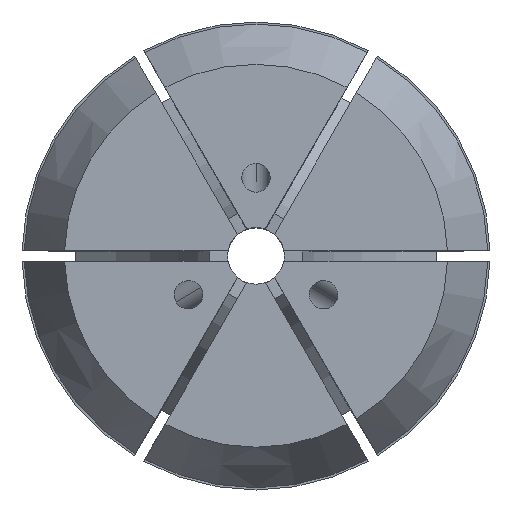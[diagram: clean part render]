
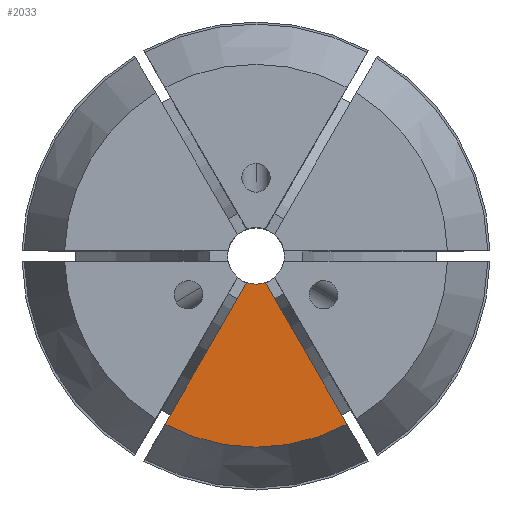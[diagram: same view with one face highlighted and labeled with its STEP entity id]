
A CAD part, top view. The second image highlights one B-rep face of the part: STEP entity #2033.
In plain terms, the highlighted planar face has unit normal (0, 0, 1).
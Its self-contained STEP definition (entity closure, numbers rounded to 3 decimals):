
#168 = EDGE_CURVE ( 'NONE', #2157, #2188, #960, .T. ) ;
#183 = DIRECTION ( 'NONE',  ( -1., 0., 0. ) ) ;
#253 = DIRECTION ( 'NONE',  ( 0.5, -0.866, 0. ) ) ;
#563 = CARTESIAN_POINT ( 'NONE',  ( -0.658, -1.889, 40. ) ) ;
#738 = DIRECTION ( 'NONE',  ( 0., 0., 1. ) ) ;
#800 = CARTESIAN_POINT ( 'NONE',  ( -6.422, -11.874, 40. ) ) ;
#820 = CARTESIAN_POINT ( 'NONE',  ( 6.17, 9.937, 40. ) ) ;
#960 = LINE ( 'NONE', #820, #4098 ) ;
#973 = PLANE ( 'NONE',  #2570 ) ;
#1108 = AXIS2_PLACEMENT_3D ( 'NONE', #2989, #3665, #183 ) ;
#1341 = VECTOR ( 'NONE', #253, 1000. ) ;
#1392 = VERTEX_POINT ( 'NONE', #1440 ) ;
#1440 = CARTESIAN_POINT ( 'NONE',  ( 6.422, -11.874, 40. ) ) ;
#1675 = EDGE_CURVE ( 'NONE', #2157, #3843, #3069, .T. ) ;
#1806 = CARTESIAN_POINT ( 'NONE',  ( 0.658, -1.889, 40. ) ) ;
#1860 = CARTESIAN_POINT ( 'NONE',  ( -6.17, 9.937, 40. ) ) ;
#1885 = FACE_OUTER_BOUND ( 'NONE', #4063, .T. ) ;
#2033 = ADVANCED_FACE ( 'NONE', ( #1885 ), #973, .T. ) ;
#2157 = VERTEX_POINT ( 'NONE', #563 ) ;
#2187 = LINE ( 'NONE', #1860, #1341 ) ;
#2188 = VERTEX_POINT ( 'NONE', #800 ) ;
#2199 = ORIENTED_EDGE ( 'NONE', *, *, #3189, .F. ) ;
#2344 = DIRECTION ( 'NONE',  ( 1., 0., 0. ) ) ;
#2568 = DIRECTION ( 'NONE',  ( 0., 0., 1. ) ) ;
#2570 = AXIS2_PLACEMENT_3D ( 'NONE', #3532, #2568, #3832 ) ;
#2935 = ORIENTED_EDGE ( 'NONE', *, *, #3428, .F. ) ;
#2989 = CARTESIAN_POINT ( 'NONE',  ( 0., 0., 40. ) ) ;
#3069 = CIRCLE ( 'NONE', #3644, 2. ) ;
#3189 = EDGE_CURVE ( 'NONE', #3843, #1392, #2187, .T. ) ;
#3397 = ORIENTED_EDGE ( 'NONE', *, *, #1675, .F. ) ;
#3428 = EDGE_CURVE ( 'NONE', #1392, #2188, #3508, .T. ) ;
#3508 = CIRCLE ( 'NONE', #1108, 13.499 ) ;
#3532 = CARTESIAN_POINT ( 'NONE',  ( 0., 13.499, 40. ) ) ;
#3621 = CARTESIAN_POINT ( 'NONE',  ( 0., 0., 40. ) ) ;
#3623 = DIRECTION ( 'NONE',  ( -0.5, -0.866, 0. ) ) ;
#3644 = AXIS2_PLACEMENT_3D ( 'NONE', #3621, #738, #2344 ) ;
#3665 = DIRECTION ( 'NONE',  ( 0., 0., -1. ) ) ;
#3832 = DIRECTION ( 'NONE',  ( 1., 0., 0. ) ) ;
#3843 = VERTEX_POINT ( 'NONE', #1806 ) ;
#3921 = ORIENTED_EDGE ( 'NONE', *, *, #168, .T. ) ;
#4063 = EDGE_LOOP ( 'NONE', ( #3397, #3921, #2935, #2199 ) ) ;
#4098 = VECTOR ( 'NONE', #3623, 1000. ) ;
